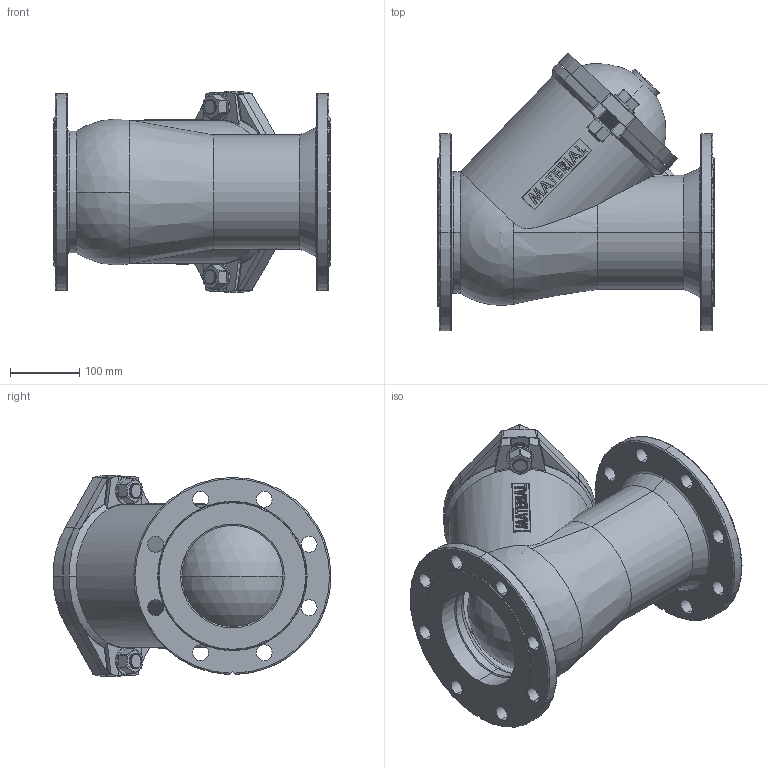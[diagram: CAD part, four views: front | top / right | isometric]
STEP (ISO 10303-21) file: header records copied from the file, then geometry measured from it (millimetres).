
FILE_DESCRIPTION (( 'STEP AP203' ), '1' );
FILE_NAME ('DN 150.STEP', '2019-03-18T14:52:59', ( '' ), ( '' ), 'SwSTEP 2.0', 'SolidWorks 2018', '' );
FILE_SCHEMA (( 'CONFIG_CONTROL_DESIGN' ));
Length unit declared in the file: millimetre
Products named in the file (1): DN 150
Bounding box: 400 x 401.67 x 289.57 mm (x, y, z)
Volume: 7636824.1 mm3; surface area: 1027624.7 mm2
Topology: 7 solids, 7 shells, 822 faces, 2119 edges, 1338 vertices
Faces by surface type: cylinder 401, plane 254, torus 74, bspline 55, cone 26, sphere 12
Entity records: 42041 total; most frequent: CARTESIAN_POINT 23577, ORIENTED_EDGE 4182, DIRECTION 3461, EDGE_CURVE 2091, VERTEX_POINT 1325, AXIS2_PLACEMENT_3D 1258, VECTOR 945, LINE 945
